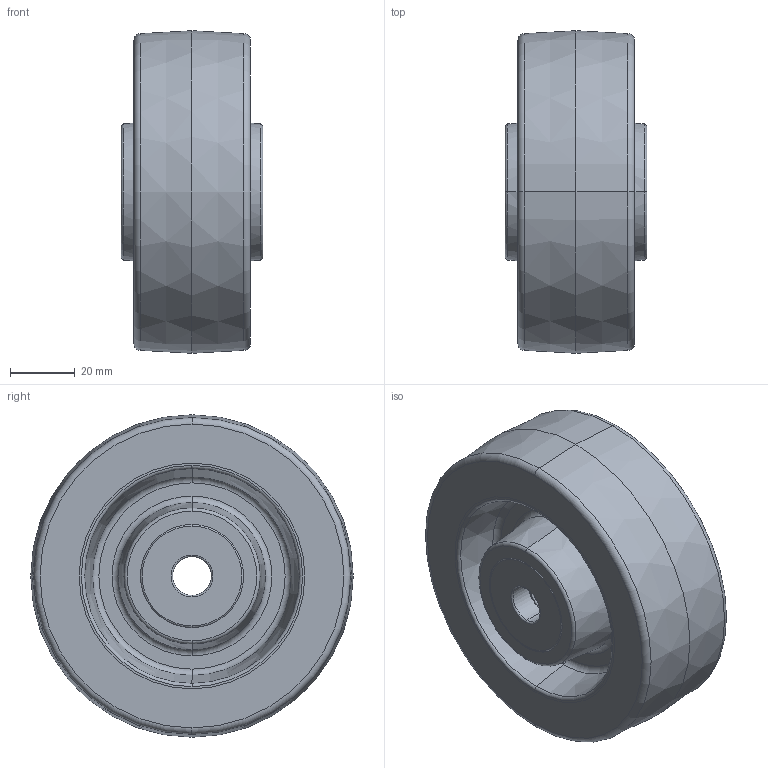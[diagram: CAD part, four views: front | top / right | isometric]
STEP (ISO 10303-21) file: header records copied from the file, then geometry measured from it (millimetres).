
FILE_DESCRIPTION (( 'STEP AP214' ), '1' );
FILE_NAME ('0034618.step', '2020-11-23T09:38:23', ( '' ), ( '' ), 'SwSTEP 2.0', 'SolidWorks 2018', '' );
FILE_SCHEMA (( 'AUTOMOTIVE_DESIGN' ));
Length unit declared in the file: millimetre
Products named in the file (1): 0034618
Bounding box: 44 x 100 x 100 mm (x, y, z)
Volume: 230655.4 mm3; surface area: 67578.5 mm2
Topology: 10 solids, 10 shells, 162 faces, 324 edges, 192 vertices
Faces by surface type: torus 60, cylinder 56, plane 30, cone 16
Entity records: 5101 total; most frequent: DIRECTION 902, CARTESIAN_POINT 679, ORIENTED_EDGE 648, AXIS2_PLACEMENT_3D 415, EDGE_CURVE 324, CIRCLE 252, EDGE_LOOP 192, VERTEX_POINT 192
